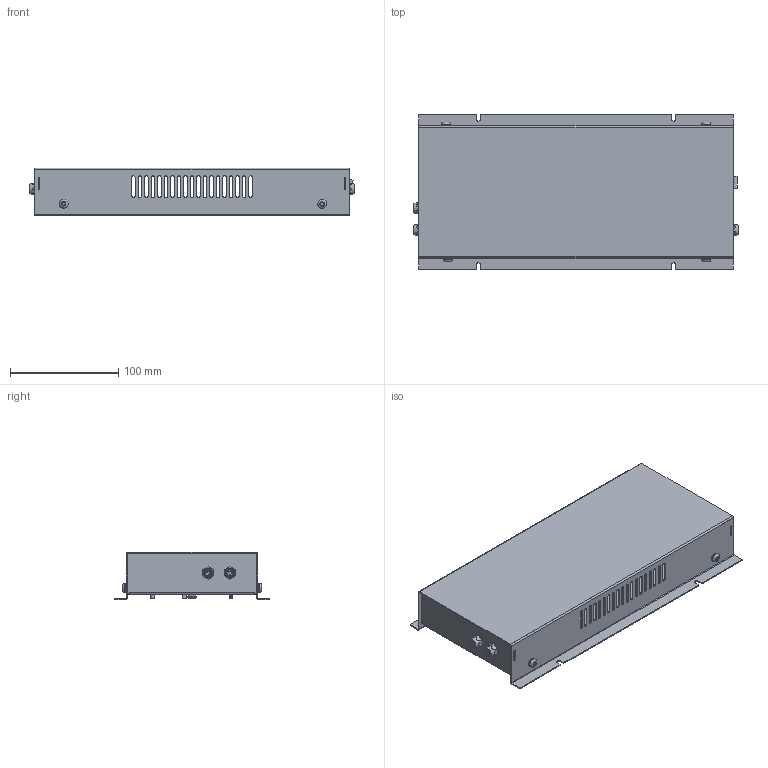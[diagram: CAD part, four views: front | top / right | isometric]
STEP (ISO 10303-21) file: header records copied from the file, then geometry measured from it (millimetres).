
FILE_DESCRIPTION(/* description */ (''),/* implementation_level */ '2;1');
FILE_NAME(/* name */ 'NY98E069.stp',/* time_stamp */ '2016-10-06T15:45:15+02:00',/* author */ ('mitarbeiter'),/* organization */ (''),/* preprocessor_version */ 'ST-DEVELOPER v15.2',/* originating_system */ 'Autodesk Inventor 2014',/* authorisation */ '');
FILE_SCHEMA (('AUTOMOTIVE_DESIGN { 1 0 10303 214 3 1 1 }'));
Products named in the file (1): NY98E069
Bounding box: 300 x 143.5 x 44.2 mm (x, y, z)
Volume: 125108 mm3; surface area: 240906 mm2
Topology: 73 solids, 73 shells, 1948 faces, 5080 edges, 3302 vertices
Faces by surface type: plane 1019, cylinder 630, bspline 178, torus 80, cone 27, sphere 14
Full cylindrical faces by diameter (mm): 0.7 x12, 1.075 x12, 1.5 x24, 2.3 x2, 2.6 x2, 3.2 x4, 3.4 x1, 3.6 x3, 4 x3, 4.3 x2, 4.5 x4, 5.5 x2, 5.65 x3, 6.6 x1, 6.96 x3, 7 x3, 7.2 x3, 7.6 x3, 8 x14, 8.2 x4, 8.5 x3, 9.6 x3
Entity records: 77715 total; most frequent: CARTESIAN_POINT 28898, ORIENTED_EDGE 9712, DIRECTION 9163, EDGE_CURVE 4856, VERTEX_POINT 3260, LINE 3111, VECTOR 3111, AXIS2_PLACEMENT_3D 3026
